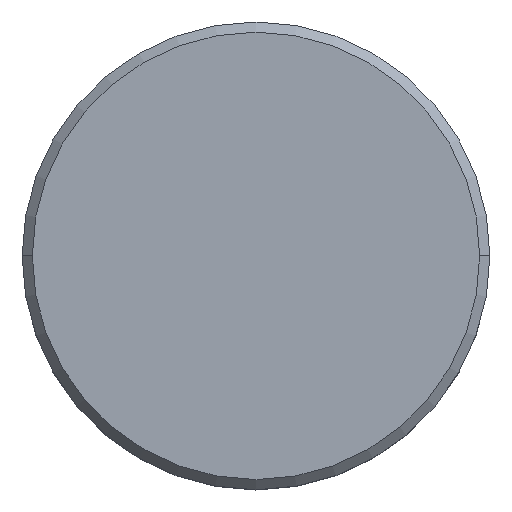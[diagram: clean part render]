
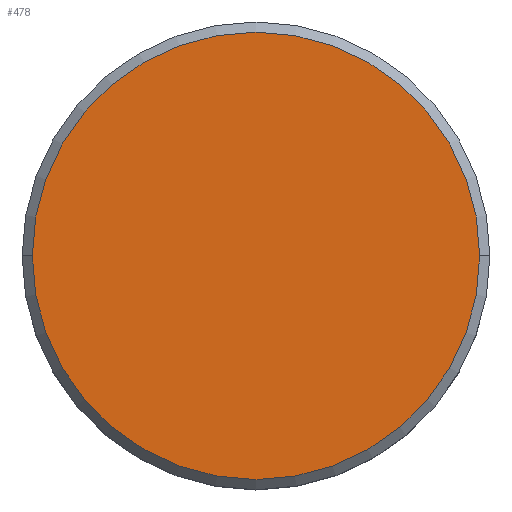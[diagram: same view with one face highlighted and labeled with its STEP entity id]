
A CAD part, top view. The second image highlights one B-rep face of the part: STEP entity #478.
In plain terms, the highlighted planar face has unit normal (0, 0, 1).
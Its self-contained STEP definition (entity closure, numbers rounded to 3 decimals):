
#43 = DIRECTION ( 'NONE',  ( 1., 0., 0. ) ) ;
#100 = CARTESIAN_POINT ( 'NONE',  ( 0., 0., 0. ) ) ;
#108 = PLANE ( 'NONE',  #587 ) ;
#114 = DIRECTION ( 'NONE',  ( 0., 0., 1. ) ) ;
#143 = DIRECTION ( 'NONE',  ( 1., 0., 0. ) ) ;
#147 = VERTEX_POINT ( 'NONE', #241 ) ;
#149 = DIRECTION ( 'NONE',  ( 1., 0., 0. ) ) ;
#194 = DIRECTION ( 'NONE',  ( 0., 0., 1. ) ) ;
#241 = CARTESIAN_POINT ( 'NONE',  ( 11., 0., 0. ) ) ;
#291 = FACE_OUTER_BOUND ( 'NONE', #593, .T. ) ;
#329 = ORIENTED_EDGE ( 'NONE', *, *, #376, .T. ) ;
#339 = CARTESIAN_POINT ( 'NONE',  ( -11., 0., 0. ) ) ;
#340 = CARTESIAN_POINT ( 'NONE',  ( 0., 0., 0. ) ) ;
#357 = ORIENTED_EDGE ( 'NONE', *, *, #515, .T. ) ;
#376 = EDGE_CURVE ( 'NONE', #147, #474, #495, .T. ) ;
#437 = AXIS2_PLACEMENT_3D ( 'NONE', #340, #114, #143 ) ;
#474 = VERTEX_POINT ( 'NONE', #339 ) ;
#478 = ADVANCED_FACE ( 'NONE', ( #291 ), #108, .T. ) ;
#485 = CIRCLE ( 'NONE', #437, 11. ) ;
#486 = CARTESIAN_POINT ( 'NONE',  ( 0., 0., 0. ) ) ;
#495 = CIRCLE ( 'NONE', #579, 11. ) ;
#515 = EDGE_CURVE ( 'NONE', #474, #147, #485, .T. ) ;
#560 = DIRECTION ( 'NONE',  ( 0., 0., 1. ) ) ;
#579 = AXIS2_PLACEMENT_3D ( 'NONE', #100, #560, #43 ) ;
#587 = AXIS2_PLACEMENT_3D ( 'NONE', #486, #194, #149 ) ;
#593 = EDGE_LOOP ( 'NONE', ( #357, #329 ) ) ;
